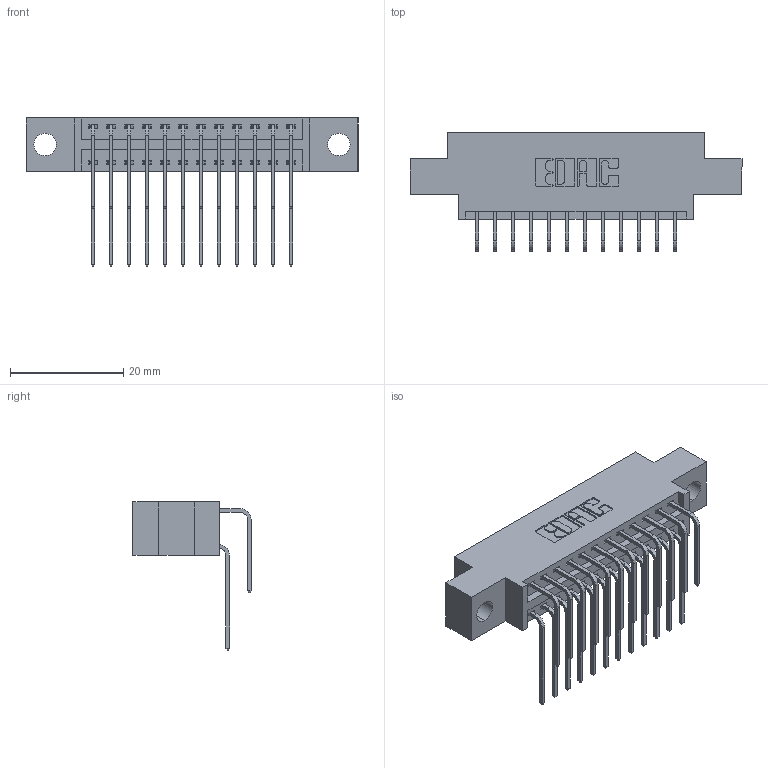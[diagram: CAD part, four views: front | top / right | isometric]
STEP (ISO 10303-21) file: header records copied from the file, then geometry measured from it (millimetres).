
FILE_DESCRIPTION (( 'STEP AP203' ), '1' );
FILE_NAME ('396-024-559-804.STEP', '2018-09-01T15:34:53', ( '' ), ( '' ), 'SwSTEP 2.0', 'SolidWorks 2016', '' );
FILE_SCHEMA (( 'CONFIG_CONTROL_DESIGN' ));
Length unit declared in the file: inch
Products named in the file (4): 396-024-559-804; 346 Part_0.170 Offset - 0.156 Dia-TH; 345-292-001_558 559 Tail - 1; 345-292-001_559 Tail - 2
Assembly tree (25 placements, depth 2):
  396-024-559-804
    346 Part_0.170 Offset - 0.156 Dia-TH
    345-292-001_558 559 Tail - 1  x12
    345-292-001_559 Tail - 2  x12
Bounding box: 58.67 x 20.89 x 26.16 mm (x, y, z)
Volume: 5384.4 mm3; surface area: 7586.9 mm2
Topology: 25 solids, 25 shells, 1422 faces, 4205 edges, 2770 vertices
Faces by surface type: plane 968, cylinder 454
Entity records: 13789 total; most frequent: CARTESIAN_POINT 2367, ORIENTED_EDGE 2250, DIRECTION 2109, EDGE_CURVE 1125, LINE 905, VECTOR 905, VERTEX_POINT 746, AXIS2_PLACEMENT_3D 602
